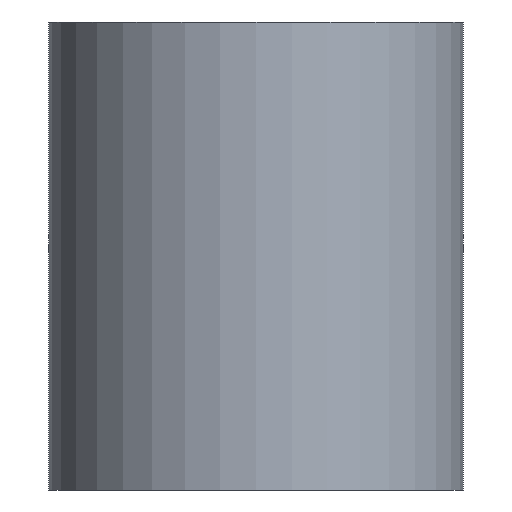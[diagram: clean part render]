
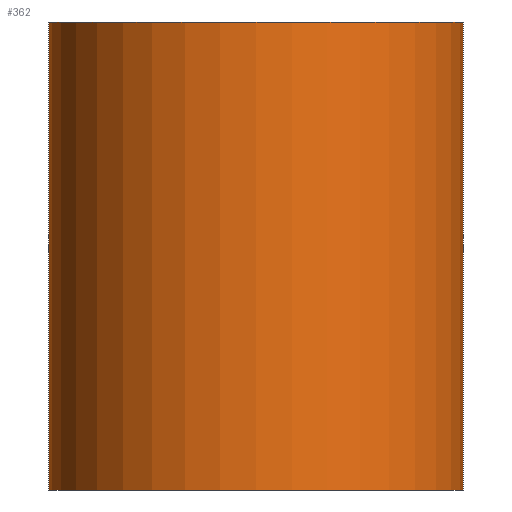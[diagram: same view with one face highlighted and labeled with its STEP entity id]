
A CAD part, front view. The second image highlights one B-rep face of the part: STEP entity #362.
In plain terms, the highlighted cylindrical face has radius 15.95 mm (diameter 31.9 mm), a full revolution.
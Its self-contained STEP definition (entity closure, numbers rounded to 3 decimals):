
#15=CYLINDRICAL_SURFACE('',#400,15.95);
#22=CIRCLE('',#395,15.95);
#27=CIRCLE('',#401,15.95);
#39=FACE_OUTER_BOUND('',#59,.T.);
#59=EDGE_LOOP('',(#280,#281,#282,#283));
#100=LINE('',#589,#141);
#141=VECTOR('',#475,15.95);
#174=VERTEX_POINT('',#568);
#181=VERTEX_POINT('',#587);
#210=EDGE_CURVE('',#174,#174,#22,.T.);
#221=EDGE_CURVE('',#181,#181,#27,.T.);
#222=EDGE_CURVE('',#181,#174,#100,.T.);
#280=ORIENTED_EDGE('',*,*,#221,.F.);
#281=ORIENTED_EDGE('',*,*,#222,.T.);
#282=ORIENTED_EDGE('',*,*,#210,.F.);
#283=ORIENTED_EDGE('',*,*,#222,.F.);
#362=ADVANCED_FACE('',(#39),#15,.T.);
#395=AXIS2_PLACEMENT_3D('',#569,#455,#456);
#400=AXIS2_PLACEMENT_3D('',#586,#471,#472);
#401=AXIS2_PLACEMENT_3D('',#588,#473,#474);
#455=DIRECTION('center_axis',(0.,0.,-1.));
#456=DIRECTION('ref_axis',(-1.,0.,0.));
#471=DIRECTION('center_axis',(0.,0.,-1.));
#472=DIRECTION('ref_axis',(-1.,0.,0.));
#473=DIRECTION('center_axis',(0.,0.,1.));
#474=DIRECTION('ref_axis',(-1.,0.,0.));
#475=DIRECTION('',(0.,0.,-1.));
#568=CARTESIAN_POINT('',(15.95,0.,9.));
#569=CARTESIAN_POINT('Origin',(0.,0.,9.));
#586=CARTESIAN_POINT('Origin',(0.,0.,45.));
#587=CARTESIAN_POINT('',(15.95,0.,45.));
#588=CARTESIAN_POINT('Origin',(0.,0.,45.));
#589=CARTESIAN_POINT('',(15.95,0.,45.));
